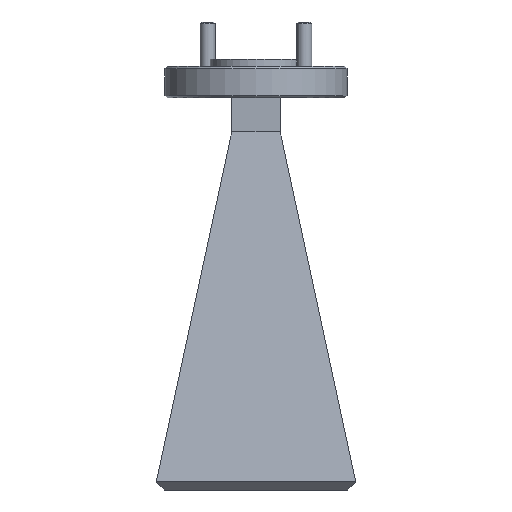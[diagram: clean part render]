
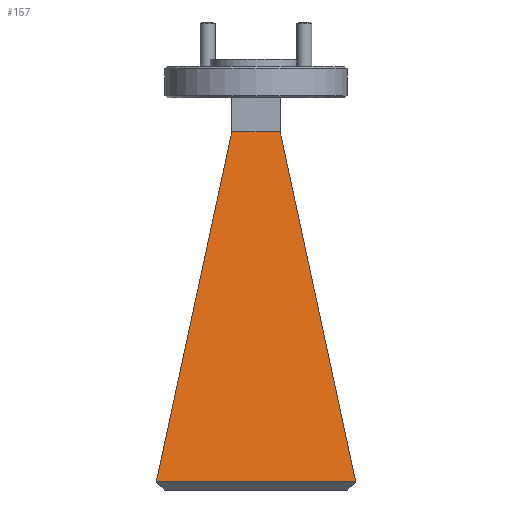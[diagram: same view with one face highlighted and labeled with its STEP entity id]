
A CAD part, front view. The second image highlights one B-rep face of the part: STEP entity #157.
In plain terms, the highlighted planar face has unit normal (0, -0.984, 0.177).
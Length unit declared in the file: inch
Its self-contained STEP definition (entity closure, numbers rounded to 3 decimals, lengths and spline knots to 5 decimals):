
#43 = EDGE_CURVE ( 'NONE', #635, #1660, #2155, .T. ) ;
#157 = ADVANCED_FACE ( 'NONE', ( #405 ), #296, .T. ) ;
#196 = VECTOR ( 'NONE', #574, 39.37008 ) ;
#226 = DIRECTION ( 'NONE',  ( -0.207, -0.173, -0.963 ) ) ;
#275 = CARTESIAN_POINT ( 'NONE',  ( 0., -0.02521, 0.00454 ) ) ;
#296 = PLANE ( 'NONE',  #2231 ) ;
#405 = FACE_OUTER_BOUND ( 'NONE', #612, .T. ) ;
#461 = DIRECTION ( 'NONE',  ( 0., -0.984, 0.177 ) ) ;
#507 = DIRECTION ( 'NONE',  ( -1., 0., 0. ) ) ;
#563 = ORIENTED_EDGE ( 'NONE', *, *, #1832, .T. ) ;
#574 = DIRECTION ( 'NONE',  ( 0.207, -0.173, -0.963 ) ) ;
#607 = CARTESIAN_POINT ( 'NONE',  ( 0.1, -0.08, -0.3 ) ) ;
#612 = EDGE_LOOP ( 'NONE', ( #1257, #2157, #663, #563 ) ) ;
#635 = VERTEX_POINT ( 'NONE', #1127 ) ;
#663 = ORIENTED_EDGE ( 'NONE', *, *, #1222, .F. ) ;
#758 = VERTEX_POINT ( 'NONE', #607 ) ;
#772 = EDGE_CURVE ( 'NONE', #1660, #1583, #2164, .T. ) ;
#837 = LINE ( 'NONE', #1956, #2213 ) ;
#937 = CARTESIAN_POINT ( 'NONE',  ( -0.40995, -0.3389, -1.73891 ) ) ;
#939 = CARTESIAN_POINT ( 'NONE',  ( 0.1, -0.08, -0.3 ) ) ;
#968 = VECTOR ( 'NONE', #1344, 39.37008 ) ;
#982 = CARTESIAN_POINT ( 'NONE',  ( 0., -0.3389, -1.73891 ) ) ;
#1127 = CARTESIAN_POINT ( 'NONE',  ( -0.1, -0.08, -0.3 ) ) ;
#1215 = DIRECTION ( 'NONE',  ( 0., -0.177, -0.984 ) ) ;
#1222 = EDGE_CURVE ( 'NONE', #758, #1583, #2146, .T. ) ;
#1257 = ORIENTED_EDGE ( 'NONE', *, *, #43, .T. ) ;
#1344 = DIRECTION ( 'NONE',  ( 1., 0., 0. ) ) ;
#1583 = VERTEX_POINT ( 'NONE', #1714 ) ;
#1660 = VERTEX_POINT ( 'NONE', #937 ) ;
#1661 = VECTOR ( 'NONE', #226, 39.37008 ) ;
#1714 = CARTESIAN_POINT ( 'NONE',  ( 0.40995, -0.3389, -1.73891 ) ) ;
#1832 = EDGE_CURVE ( 'NONE', #758, #635, #837, .T. ) ;
#1956 = CARTESIAN_POINT ( 'NONE',  ( 0., -0.08, -0.3 ) ) ;
#2066 = CARTESIAN_POINT ( 'NONE',  ( -0.1, -0.08, -0.3 ) ) ;
#2146 = LINE ( 'NONE', #939, #196 ) ;
#2155 = LINE ( 'NONE', #2066, #1661 ) ;
#2157 = ORIENTED_EDGE ( 'NONE', *, *, #772, .T. ) ;
#2164 = LINE ( 'NONE', #982, #968 ) ;
#2213 = VECTOR ( 'NONE', #507, 39.37008 ) ;
#2231 = AXIS2_PLACEMENT_3D ( 'NONE', #275, #461, #1215 ) ;
